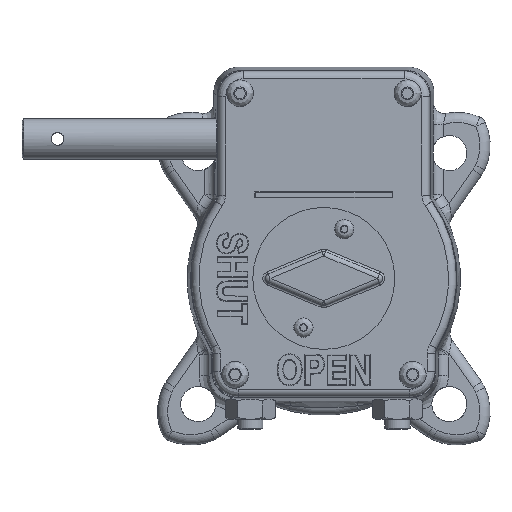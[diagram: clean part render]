
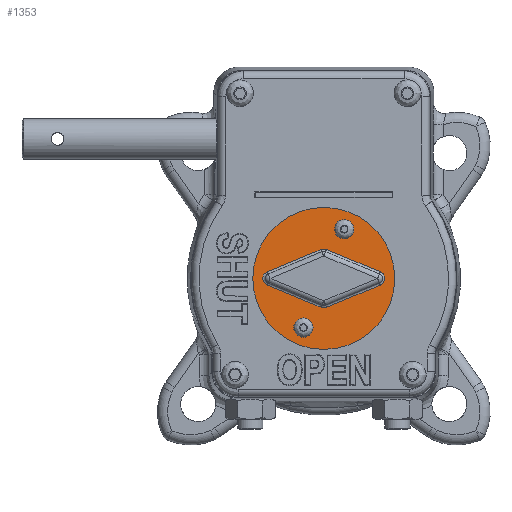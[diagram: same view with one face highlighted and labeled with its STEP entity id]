
A CAD part, top view. The second image highlights one B-rep face of the part: STEP entity #1353.
In plain terms, the highlighted planar face has unit normal (0, 0, 1).
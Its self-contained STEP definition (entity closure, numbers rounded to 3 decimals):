
#1353 = ADVANCED_FACE( '', ( #3546, #3547, #3548, #3549 ), #3550, .F. );
#3546 = FACE_BOUND( '', #9323, .T. );
#3547 = FACE_BOUND( '', #9324, .T. );
#3548 = FACE_OUTER_BOUND( '', #9325, .T. );
#3549 = FACE_BOUND( '', #9326, .T. );
#3550 = PLANE( '', #9327 );
#9323 = EDGE_LOOP( '', ( #26221 ) );
#9324 = EDGE_LOOP( '', ( #26222, #26223, #26224, #26225, #26226, #26227, #26228, #26229 ) );
#9325 = EDGE_LOOP( '', ( #26230 ) );
#9326 = EDGE_LOOP( '', ( #26231 ) );
#9327 = AXIS2_PLACEMENT_3D( '', #26232, #26233, #26234 );
#26221 = ORIENTED_EDGE( '', *, *, #33521, .F. );
#26222 = ORIENTED_EDGE( '', *, *, #33522, .T. );
#26223 = ORIENTED_EDGE( '', *, *, #33523, .T. );
#26224 = ORIENTED_EDGE( '', *, *, #32612, .T. );
#26225 = ORIENTED_EDGE( '', *, *, #33524, .T. );
#26226 = ORIENTED_EDGE( '', *, *, #33525, .T. );
#26227 = ORIENTED_EDGE( '', *, *, #33526, .T. );
#26228 = ORIENTED_EDGE( '', *, *, #33527, .T. );
#26229 = ORIENTED_EDGE( '', *, *, #33528, .T. );
#26230 = ORIENTED_EDGE( '', *, *, #32594, .F. );
#26231 = ORIENTED_EDGE( '', *, *, #33284, .F. );
#26232 = CARTESIAN_POINT( '', ( 0., 0., 24.75 ) );
#26233 = DIRECTION( '', ( 0., 0., -1. ) );
#26234 = DIRECTION( '', ( -1., 0., 0. ) );
#32594 = EDGE_CURVE( '', #35827, #35827, #35828, .T. );
#32612 = EDGE_CURVE( '', #35860, #35858, #35861, .T. );
#33284 = EDGE_CURVE( '', #37039, #37039, #37040, .F. );
#33521 = EDGE_CURVE( '', #37432, #37432, #37433, .F. );
#33522 = EDGE_CURVE( '', #37434, #37435, #37436, .T. );
#33523 = EDGE_CURVE( '', #37435, #35860, #37437, .T. );
#33524 = EDGE_CURVE( '', #35858, #37438, #37439, .T. );
#33525 = EDGE_CURVE( '', #37438, #37440, #37441, .T. );
#33526 = EDGE_CURVE( '', #37440, #37442, #37443, .T. );
#33527 = EDGE_CURVE( '', #37442, #37444, #37445, .T. );
#33528 = EDGE_CURVE( '', #37444, #37434, #37446, .T. );
#35827 = VERTEX_POINT( '', #40678 );
#35828 = CIRCLE( '', #40679, 28. );
#35858 = VERTEX_POINT( '', #40749 );
#35860 = VERTEX_POINT( '', #40751 );
#35861 = LINE( '', #40752, #40753 );
#37039 = VERTEX_POINT( '', #44666 );
#37040 = CIRCLE( '', #44667, 3.8 );
#37432 = VERTEX_POINT( '', #45917 );
#37433 = CIRCLE( '', #45918, 3.8 );
#37434 = VERTEX_POINT( '', #45919 );
#37435 = VERTEX_POINT( '', #45920 );
#37436 = LINE( '', #45921, #45922 );
#37437 = CIRCLE( '', #45923, 2.828 );
#37438 = VERTEX_POINT( '', #45924 );
#37439 = CIRCLE( '', #45925, 2.828 );
#37440 = VERTEX_POINT( '', #45926 );
#37441 = LINE( '', #45927, #45928 );
#37442 = VERTEX_POINT( '', #45929 );
#37443 = CIRCLE( '', #45930, 2.828 );
#37444 = VERTEX_POINT( '', #45931 );
#37445 = LINE( '', #45932, #45933 );
#37446 = CIRCLE( '', #45934, 2.828 );
#40678 = CARTESIAN_POINT( '', ( 28., 0., 24.75 ) );
#40679 = AXIS2_PLACEMENT_3D( '', #55799, #55800, #55801 );
#40749 = CARTESIAN_POINT( '', ( -1.082, 11.399, 24.75 ) );
#40751 = CARTESIAN_POINT( '', ( -22.293, 2.613, 24.75 ) );
#40752 = CARTESIAN_POINT( '', ( -4.189, 10.112, 24.75 ) );
#40753 = VECTOR( '', #55829, 1000. );
#44666 = CARTESIAN_POINT( '', ( -11.836, -19.401, 24.75 ) );
#44667 = AXIS2_PLACEMENT_3D( '', #56588, #56589, #56590 );
#45917 = CARTESIAN_POINT( '', ( 4.236, 19.401, 24.75 ) );
#45918 = AXIS2_PLACEMENT_3D( '', #56870, #56871, #56872 );
#45919 = CARTESIAN_POINT( '', ( -1.082, -11.399, 24.75 ) );
#45920 = CARTESIAN_POINT( '', ( -22.293, -2.613, 24.75 ) );
#45921 = CARTESIAN_POINT( '', ( -4.189, -10.112, 24.75 ) );
#45922 = VECTOR( '', #56873, 1000. );
#45923 = AXIS2_PLACEMENT_3D( '', #56874, #56875, #56876 );
#45924 = CARTESIAN_POINT( '', ( 1.082, 11.399, 24.75 ) );
#45925 = AXIS2_PLACEMENT_3D( '', #56877, #56878, #56879 );
#45926 = CARTESIAN_POINT( '', ( 22.293, 2.613, 24.75 ) );
#45927 = CARTESIAN_POINT( '', ( 4.189, 10.112, 24.75 ) );
#45928 = VECTOR( '', #56880, 1000. );
#45929 = CARTESIAN_POINT( '', ( 22.293, -2.613, 24.75 ) );
#45930 = AXIS2_PLACEMENT_3D( '', #56881, #56882, #56883 );
#45931 = CARTESIAN_POINT( '', ( 1.082, -11.399, 24.75 ) );
#45932 = CARTESIAN_POINT( '', ( 4.189, -10.112, 24.75 ) );
#45933 = VECTOR( '', #56884, 1000. );
#45934 = AXIS2_PLACEMENT_3D( '', #56885, #56886, #56887 );
#55799 = CARTESIAN_POINT( '', ( 0., 0., 24.75 ) );
#55800 = DIRECTION( '', ( 0., 0., -1. ) );
#55801 = DIRECTION( '', ( 1., 0., 0. ) );
#55829 = DIRECTION( '', ( 0.924, 0.383, 0. ) );
#56588 = CARTESIAN_POINT( '', ( -8.036, -19.401, 24.75 ) );
#56589 = DIRECTION( '', ( 0., 0., -1. ) );
#56590 = DIRECTION( '', ( -1., 0., 0. ) );
#56870 = CARTESIAN_POINT( '', ( 8.036, 19.401, 24.75 ) );
#56871 = DIRECTION( '', ( 0., 0., -1. ) );
#56872 = DIRECTION( '', ( -1., 0., 0. ) );
#56873 = DIRECTION( '', ( -0.924, 0.383, 0. ) );
#56874 = CARTESIAN_POINT( '', ( -21.211, 0., 24.75 ) );
#56875 = DIRECTION( '', ( 0., 0., -1. ) );
#56876 = DIRECTION( '', ( -1., 0., 0. ) );
#56877 = CARTESIAN_POINT( '', ( 0., 8.786, 24.75 ) );
#56878 = DIRECTION( '', ( 0., 0., -1. ) );
#56879 = DIRECTION( '', ( -1., 0., 0. ) );
#56880 = DIRECTION( '', ( 0.924, -0.383, 0. ) );
#56881 = CARTESIAN_POINT( '', ( 21.211, 0., 24.75 ) );
#56882 = DIRECTION( '', ( 0., 0., -1. ) );
#56883 = DIRECTION( '', ( -1., 0., 0. ) );
#56884 = DIRECTION( '', ( -0.924, -0.383, 0. ) );
#56885 = CARTESIAN_POINT( '', ( 0., -8.786, 24.75 ) );
#56886 = DIRECTION( '', ( 0., 0., -1. ) );
#56887 = DIRECTION( '', ( -1., 0., 0. ) );
